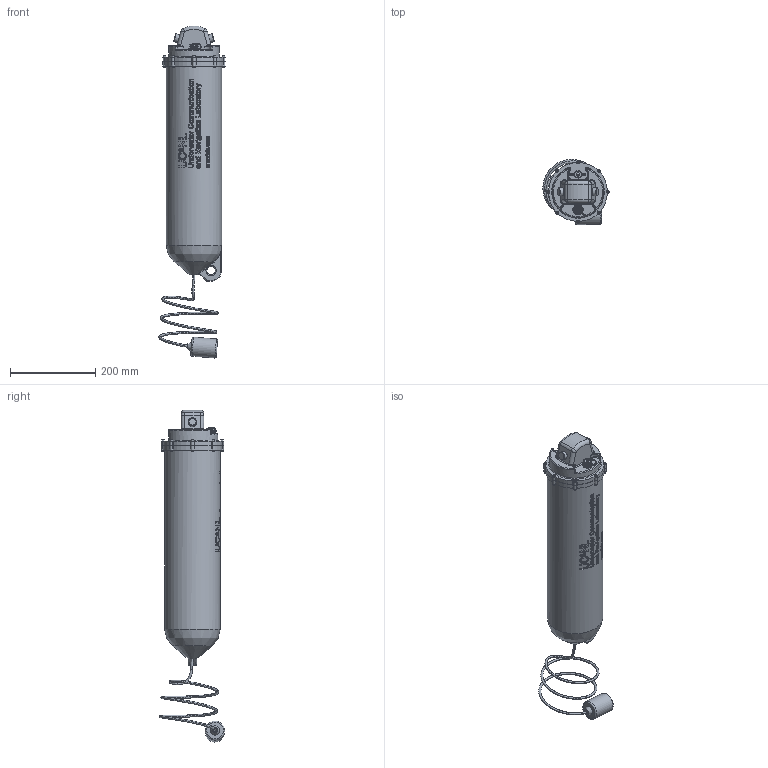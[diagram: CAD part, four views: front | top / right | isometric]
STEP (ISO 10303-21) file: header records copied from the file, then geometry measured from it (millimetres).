
FILE_DESCRIPTION(/* description */ (''),/* implementation_level */ '2;1');
FILE_NAME(/* name */ 'RedBase_v2.0_3D.step',/* time_stamp */ '2021-09-10T13:18:15+04:00',/* author */ (''),/* organization */ (''),/* preprocessor_version */ 'ST-DEVELOPER v18.1',/* originating_system */ 'Autodesk Translation Framework v10.10.0.1391',/* authorisation */ '');
FILE_SCHEMA (('AUTOMOTIVE_DESIGN { 1 0 10303 214 3 1 1 }'));
Length unit declared in the file: millimetre
Products named in the file (17): RedBase_v2.0_3D; RedBase_Êîðïóñ_v1.0_ñ_ì
àðêèðîâêîé; O-Ring 124x3mm; px0413_02s; px0413_02s_01; px0413_02s_02; px0413_02s_03; px0413_02s_04; PX0484_Ready_to_Use; WPC-01; RedBase_Ãèäðîôîí; RedBase_Polyurethane; RedBase_Êðûøêà_v2.0; ÊÌÃÏÝÓÃ (ñïèð
àëü); socket head cap screw_din_DIN 912 M3 x 25 --- 25C; prevailing torque nut thin insert_din_DIN EN ISO 10511 - M3 - N; AD-16DS(LED)
Assembly tree (31 placements, depth 3):
  RedBase_v2.0_3D
    RedBase_Êîðïóñ_v1.0_ñ_ì
àðêèðîâêîé
    O-Ring 124x3mm
    px0413_02s
      px0413_02s_01
      px0413_02s_02
      px0413_02s_03
      px0413_02s_04
    PX0484_Ready_to_Use
    WPC-01
    socket head cap screw_din_DIN 912 M3 x 25 --- 25C  x8
    prevailing torque nut thin insert_din_DIN EN ISO 10511 - M3 - N  x8
    RedBase_Ãèäðîôîí
      RedBase_Polyurethane
    RedBase_Êðûøêà_v2.0
    AD-16DS(LED)  x2
    ÊÌÃÏÝÓÃ (ñïèð
àëü)
Bounding box: 155.43 x 152.8 x 779.02 mm (x, y, z)
Volume: 1534545.5 mm3; surface area: 591285.7 mm2
Topology: 32 solids, 32 shells, 2358 faces, 6019 edges, 3855 vertices
Faces by surface type: plane 941, bspline 643, cylinder 456, cone 171, torus 107, sphere 40
Full cylindrical faces by diameter (mm): 1.34 x2, 1.45 x2, 1.5 x1, 1.69 x2, 2.04 x2, 2.225 x2, 2.5 x17, 2.585 x2, 2.8 x6, 2.935 x2, 3 x16, 3.05 x2, 3.2 x16, 3.55 x2, 3.714 x8, 4 x4, 4.5 x1, 5.5 x17, 6 x1, 8 x2, 12.1 x1, 13.5 x1, 14 x2, 14.1 x1, 15 x2, 15.1 x1, 15.3 x2, 15.376 x2, 15.38 x3, 16 x2
Entity records: 116963 total; most frequent: CARTESIAN_POINT 70602, ORIENTED_EDGE 10490, DIRECTION 7913, EDGE_CURVE 5245, VERTEX_POINT 3411, AXIS2_PLACEMENT_3D 2875, EDGE_LOOP 2228, LINE 2163
